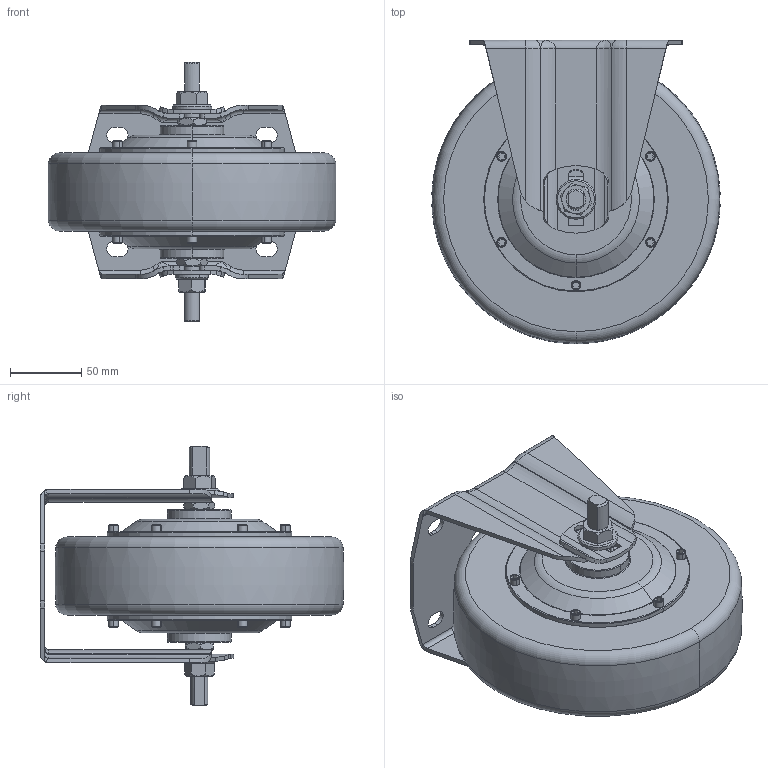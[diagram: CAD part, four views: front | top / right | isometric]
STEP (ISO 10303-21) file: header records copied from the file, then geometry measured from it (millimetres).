
FILE_DESCRIPTION (( 'STEP AP214' ), '1' );
FILE_NAME ('Bockrolle 8 Zoll.STEP', '2021-01-20T15:39:08', ( '' ), ( '' ), 'SwSTEP 2.0', 'SolidWorks 2020', '' );
FILE_SCHEMA (( 'AUTOMOTIVE_DESIGN' ));
Length unit declared in the file: millimetre
Products named in the file (1): Bockrolle 8 Zoll
Bounding box: 203 x 213.57 x 183 mm (x, y, z)
Volume: 1951649.6 mm3; surface area: 269567.3 mm2
Topology: 11 solids, 11 shells, 630 faces, 1516 edges, 942 vertices
Faces by surface type: plane 255, cylinder 215, torus 74, cone 46, bspline 40
Entity records: 24654 total; most frequent: CARTESIAN_POINT 10366, ORIENTED_EDGE 3016, DIRECTION 2864, EDGE_CURVE 1508, AXIS2_PLACEMENT_3D 1084, VERTEX_POINT 942, EDGE_LOOP 706, LINE 696
